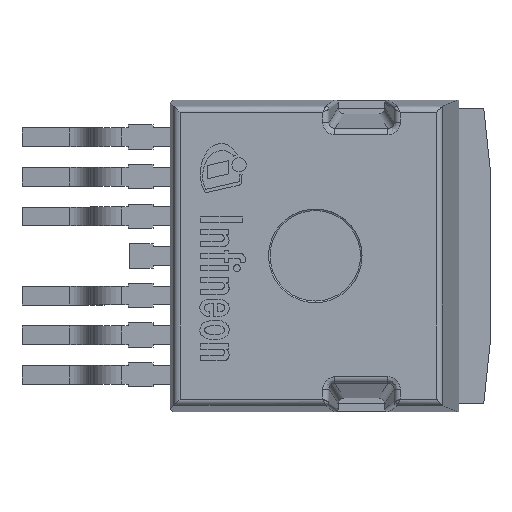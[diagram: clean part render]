
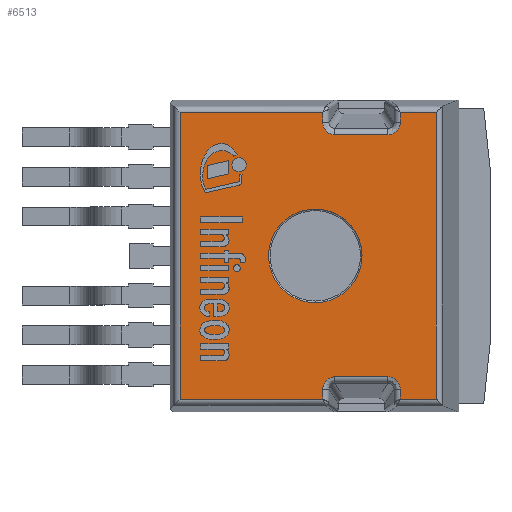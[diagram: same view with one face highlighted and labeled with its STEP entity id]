
A CAD part, top view. The second image highlights one B-rep face of the part: STEP entity #6513.
In plain terms, the highlighted planar face has unit normal (0, 0, 1).
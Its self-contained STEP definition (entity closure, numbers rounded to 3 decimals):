
#127=FACE_BOUND('',#2517,.T.);
#132=B_SPLINE_CURVE_WITH_KNOTS('',3,(#9120,#9121,#9122,#9123,#9124,#9125,
#9126),.UNSPECIFIED.,.F.,.F.,(4,3,4),(2.141,2.918,
3.696),.UNSPECIFIED.);
#133=B_SPLINE_CURVE_WITH_KNOTS('',3,(#9130,#9131,#9132,#9133,#9134,#9135,
#9136),.UNSPECIFIED.,.F.,.F.,(4,3,4),(2.587,3.365,
4.142),.UNSPECIFIED.);
#134=B_SPLINE_CURVE_WITH_KNOTS('',3,(#9148,#9149,#9150,#9151,#9152,#9153,
#9154),.UNSPECIFIED.,.F.,.F.,(4,3,4),(2.141,2.918,
3.696),.UNSPECIFIED.);
#135=B_SPLINE_CURVE_WITH_KNOTS('',3,(#9158,#9159,#9160,#9161,#9162,#9163,
#9164),.UNSPECIFIED.,.F.,.F.,(4,3,4),(2.587,3.365,
4.142),.UNSPECIFIED.);
#177=PLANE('',#6912);
#473=LINE('',#9112,#1284);
#474=LINE('',#9114,#1285);
#475=LINE('',#9116,#1286);
#476=LINE('',#9118,#1287);
#477=LINE('',#9128,#1288);
#478=LINE('',#9138,#1289);
#479=LINE('',#9140,#1290);
#480=LINE('',#9142,#1291);
#481=LINE('',#9144,#1292);
#482=LINE('',#9146,#1293);
#483=LINE('',#9156,#1294);
#484=LINE('',#9165,#1295);
#1284=VECTOR('',#7385,1000.);
#1285=VECTOR('',#7386,1000.);
#1286=VECTOR('',#7387,1000.);
#1287=VECTOR('',#7388,1000.);
#1288=VECTOR('',#7389,1000.);
#1289=VECTOR('',#7390,1000.);
#1290=VECTOR('',#7391,1000.);
#1291=VECTOR('',#7392,1000.);
#1292=VECTOR('',#7393,1000.);
#1293=VECTOR('',#7394,1000.);
#1294=VECTOR('',#7395,1000.);
#1295=VECTOR('',#7396,1000.);
#2143=FACE_OUTER_BOUND('',#2516,.T.);
#2516=EDGE_LOOP('',(#4583,#4584,#4585,#4586,#4587,#4588,#4589,#4590,#4591,
#4592,#4593,#4594,#4595,#4596,#4597,#4598));
#2517=EDGE_LOOP('',(#4599));
#2894=CIRCLE('',#6910,1.5);
#2969=VERTEX_POINT('',#9097);
#2974=VERTEX_POINT('',#9110);
#2975=VERTEX_POINT('',#9111);
#2976=VERTEX_POINT('',#9113);
#2977=VERTEX_POINT('',#9115);
#2978=VERTEX_POINT('',#9117);
#2979=VERTEX_POINT('',#9119);
#2980=VERTEX_POINT('',#9127);
#2981=VERTEX_POINT('',#9129);
#2982=VERTEX_POINT('',#9137);
#2983=VERTEX_POINT('',#9139);
#2984=VERTEX_POINT('',#9141);
#2985=VERTEX_POINT('',#9143);
#2986=VERTEX_POINT('',#9145);
#2987=VERTEX_POINT('',#9147);
#2988=VERTEX_POINT('',#9155);
#2989=VERTEX_POINT('',#9157);
#3606=EDGE_CURVE('',#2969,#2969,#2894,.T.);
#3611=EDGE_CURVE('',#2974,#2975,#473,.T.);
#3612=EDGE_CURVE('',#2975,#2976,#474,.T.);
#3613=EDGE_CURVE('',#2976,#2977,#475,.T.);
#3614=EDGE_CURVE('',#2977,#2978,#476,.T.);
#3615=EDGE_CURVE('',#2978,#2979,#132,.T.);
#3616=EDGE_CURVE('',#2979,#2980,#477,.T.);
#3617=EDGE_CURVE('',#2980,#2981,#133,.T.);
#3618=EDGE_CURVE('',#2981,#2982,#478,.T.);
#3619=EDGE_CURVE('',#2982,#2983,#479,.T.);
#3620=EDGE_CURVE('',#2983,#2984,#480,.T.);
#3621=EDGE_CURVE('',#2984,#2985,#481,.T.);
#3622=EDGE_CURVE('',#2985,#2986,#482,.T.);
#3623=EDGE_CURVE('',#2986,#2987,#134,.T.);
#3624=EDGE_CURVE('',#2987,#2988,#483,.T.);
#3625=EDGE_CURVE('',#2988,#2989,#135,.T.);
#3626=EDGE_CURVE('',#2989,#2974,#484,.T.);
#4583=ORIENTED_EDGE('',*,*,#3611,.T.);
#4584=ORIENTED_EDGE('',*,*,#3612,.T.);
#4585=ORIENTED_EDGE('',*,*,#3613,.T.);
#4586=ORIENTED_EDGE('',*,*,#3614,.T.);
#4587=ORIENTED_EDGE('',*,*,#3615,.T.);
#4588=ORIENTED_EDGE('',*,*,#3616,.T.);
#4589=ORIENTED_EDGE('',*,*,#3617,.T.);
#4590=ORIENTED_EDGE('',*,*,#3618,.T.);
#4591=ORIENTED_EDGE('',*,*,#3619,.T.);
#4592=ORIENTED_EDGE('',*,*,#3620,.T.);
#4593=ORIENTED_EDGE('',*,*,#3621,.T.);
#4594=ORIENTED_EDGE('',*,*,#3622,.T.);
#4595=ORIENTED_EDGE('',*,*,#3623,.T.);
#4596=ORIENTED_EDGE('',*,*,#3624,.T.);
#4597=ORIENTED_EDGE('',*,*,#3625,.T.);
#4598=ORIENTED_EDGE('',*,*,#3626,.T.);
#4599=ORIENTED_EDGE('',*,*,#3606,.F.);
#6513=ADVANCED_FACE('',(#2143,#127),#177,.T.);
#6910=AXIS2_PLACEMENT_3D('',#9099,#7375,#7376);
#6912=AXIS2_PLACEMENT_3D('',#9109,#7383,#7384);
#7375=DIRECTION('center_axis',(0.,0.,1.));
#7376=DIRECTION('ref_axis',(0.,-1.,0.));
#7383=DIRECTION('center_axis',(0.,0.,1.));
#7384=DIRECTION('ref_axis',(0.,-1.,0.));
#7385=DIRECTION('',(-1.,0.,0.));
#7386=DIRECTION('',(0.,-1.,0.));
#7387=DIRECTION('',(1.,0.,0.));
#7388=DIRECTION('',(0.,1.,0.));
#7389=DIRECTION('',(1.,0.,0.));
#7390=DIRECTION('',(0.,-1.,0.));
#7391=DIRECTION('',(1.,0.,0.));
#7392=DIRECTION('',(0.,1.,0.));
#7393=DIRECTION('',(-1.,0.,0.));
#7394=DIRECTION('',(0.,-1.,0.));
#7395=DIRECTION('',(-1.,0.,0.));
#7396=DIRECTION('',(0.,1.,0.));
#9097=CARTESIAN_POINT('',(1.9,1.5,4.5));
#9099=CARTESIAN_POINT('Origin',(1.9,0.,
4.5));
#9109=CARTESIAN_POINT('Origin',(0.,0.,4.5));
#9110=CARTESIAN_POINT('',(2.134,4.595,4.5));
#9111=CARTESIAN_POINT('',(-2.436,4.595,4.5));
#9112=CARTESIAN_POINT('',(0.,4.595,4.5));
#9113=CARTESIAN_POINT('',(-2.436,-4.595,4.5));
#9114=CARTESIAN_POINT('',(-2.436,-4.781,4.5));
#9115=CARTESIAN_POINT('',(2.134,-4.595,4.5));
#9116=CARTESIAN_POINT('',(2.215,-4.595,4.5));
#9117=CARTESIAN_POINT('',(2.134,-4.278,4.5));
#9118=CARTESIAN_POINT('',(2.134,0.,4.5));
#9119=CARTESIAN_POINT('',(2.53,-3.879,4.5));
#9120=CARTESIAN_POINT('Ctrl Pts',(2.134,-4.278,4.5));
#9121=CARTESIAN_POINT('Ctrl Pts',(2.134,-4.173,4.5));
#9122=CARTESIAN_POINT('Ctrl Pts',(2.177,-4.069,4.5));
#9123=CARTESIAN_POINT('Ctrl Pts',(2.25,-3.996,4.5));
#9124=CARTESIAN_POINT('Ctrl Pts',(2.323,-3.922,4.5));
#9125=CARTESIAN_POINT('Ctrl Pts',(2.425,-3.879,4.5));
#9126=CARTESIAN_POINT('Ctrl Pts',(2.53,-3.879,4.5));
#9127=CARTESIAN_POINT('',(4.23,-3.879,4.5));
#9128=CARTESIAN_POINT('',(0.,-3.879,4.5));
#9129=CARTESIAN_POINT('',(4.626,-4.278,4.5));
#9130=CARTESIAN_POINT('Ctrl Pts',(4.23,-3.879,4.5));
#9131=CARTESIAN_POINT('Ctrl Pts',(4.335,-3.879,4.5));
#9132=CARTESIAN_POINT('Ctrl Pts',(4.437,-3.922,4.5));
#9133=CARTESIAN_POINT('Ctrl Pts',(4.51,-3.996,4.5));
#9134=CARTESIAN_POINT('Ctrl Pts',(4.583,-4.069,4.5));
#9135=CARTESIAN_POINT('Ctrl Pts',(4.626,-4.173,4.5));
#9136=CARTESIAN_POINT('Ctrl Pts',(4.626,-4.278,4.5));
#9137=CARTESIAN_POINT('',(4.626,-4.595,4.5));
#9138=CARTESIAN_POINT('',(4.626,0.,4.5));
#9139=CARTESIAN_POINT('',(5.78,-4.595,4.5));
#9140=CARTESIAN_POINT('',(5.948,-4.595,4.5));
#9141=CARTESIAN_POINT('',(5.78,4.595,4.5));
#9142=CARTESIAN_POINT('',(5.78,4.781,4.5));
#9143=CARTESIAN_POINT('',(4.626,4.595,4.5));
#9144=CARTESIAN_POINT('',(0.,4.595,4.5));
#9145=CARTESIAN_POINT('',(4.626,4.278,4.5));
#9146=CARTESIAN_POINT('',(4.626,0.,4.5));
#9147=CARTESIAN_POINT('',(4.23,3.879,4.5));
#9148=CARTESIAN_POINT('Ctrl Pts',(4.626,4.278,4.5));
#9149=CARTESIAN_POINT('Ctrl Pts',(4.626,4.173,4.5));
#9150=CARTESIAN_POINT('Ctrl Pts',(4.583,4.069,4.5));
#9151=CARTESIAN_POINT('Ctrl Pts',(4.51,3.996,4.5));
#9152=CARTESIAN_POINT('Ctrl Pts',(4.437,3.922,4.5));
#9153=CARTESIAN_POINT('Ctrl Pts',(4.335,3.879,4.5));
#9154=CARTESIAN_POINT('Ctrl Pts',(4.23,3.879,4.5));
#9155=CARTESIAN_POINT('',(2.53,3.879,4.5));
#9156=CARTESIAN_POINT('',(0.,3.879,4.5));
#9157=CARTESIAN_POINT('',(2.134,4.278,4.5));
#9158=CARTESIAN_POINT('Ctrl Pts',(2.53,3.879,4.5));
#9159=CARTESIAN_POINT('Ctrl Pts',(2.425,3.879,4.5));
#9160=CARTESIAN_POINT('Ctrl Pts',(2.323,3.922,4.5));
#9161=CARTESIAN_POINT('Ctrl Pts',(2.25,3.996,4.5));
#9162=CARTESIAN_POINT('Ctrl Pts',(2.177,4.069,4.5));
#9163=CARTESIAN_POINT('Ctrl Pts',(2.134,4.173,4.5));
#9164=CARTESIAN_POINT('Ctrl Pts',(2.134,4.278,4.5));
#9165=CARTESIAN_POINT('',(2.134,0.,4.5));
